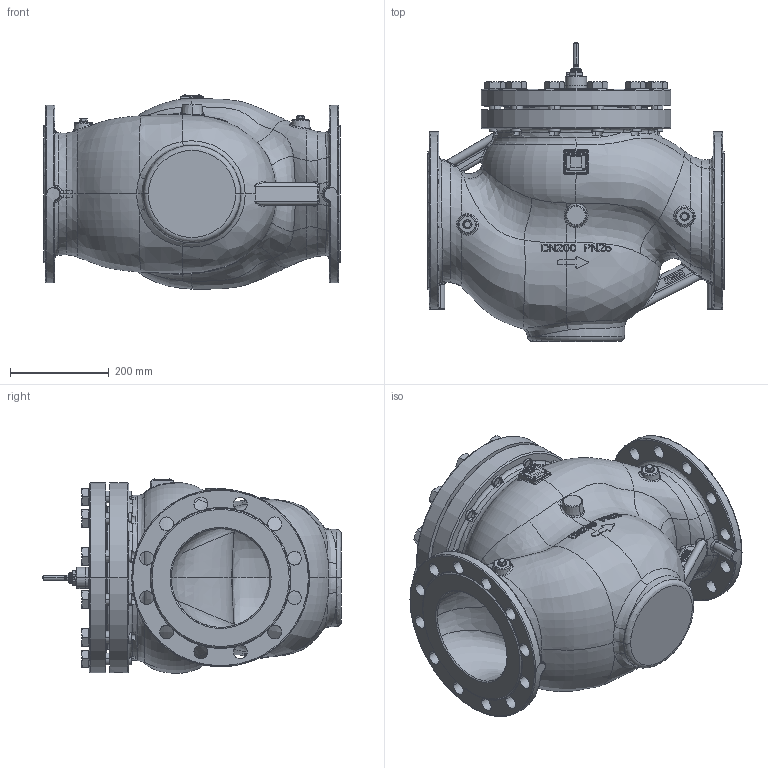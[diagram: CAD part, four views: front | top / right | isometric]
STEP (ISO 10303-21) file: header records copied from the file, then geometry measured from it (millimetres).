
FILE_DESCRIPTION((''),'2;1');
FILE_NAME('065B5512_VFG22_PN25_DN200_ASM','2024-03-25T16:09:30',('U384264'),('Danfoss'),'CREO PARAMETRIC BY PTC INC, 2022124','CREO PARAMETRIC BY PTC INC, 2022124','');
FILE_SCHEMA(('CONFIG_CONTROL_DESIGN'));
Products named in the file (13): 88650120_VALVE_B_VFG_DN200_PN25; 88650820_VALVE_C_VFG_DN200_PN25; 88652440_CONICAL_INS_DN150_200; 54590640; 88651440_CON_INS_SUB_DN150-200_ASM; 88652230_VFG_STEM_DN200; 5184027; 51817290_M5_ZATIC; LABEL_PLATE_37X37; 5589607; 54540510; 188610240; 065B5512_VFG22_PN25_DN200_ASM
Assembly tree (28 placements, depth 3):
  065B5512_VFG22_PN25_DN200_ASM
    88650120_VALVE_B_VFG_DN200_PN25
    88650820_VALVE_C_VFG_DN200_PN25
    88651440_CON_INS_SUB_DN150-200_ASM
      88652440_CONICAL_INS_DN150_200
      54590640
    88652230_VFG_STEM_DN200
    5184027  x12
    51817290_M5_ZATIC
    LABEL_PLATE_37X37
    5589607  x4
    54540510  x2
    188610240  x2
Bounding box: 600 x 606 x 394.01 mm (x, y, z)
Volume: 26568121.5 mm3; surface area: 2557500.8 mm2
Topology: 27 solids, 74 shells, 3111 faces, 8305 edges, 5370 vertices
Faces by surface type: plane 1878, cylinder 463, bspline 313, cone 250, torus 143, extrusion 54, sphere 8, revolution 2
Entity records: 124263 total; most frequent: CARTESIAN_POINT 58379, ORIENTED_EDGE 14836, DIRECTION 11550, EDGE_CURVE 7495, VERTEX_POINT 4888, VECTOR 4068, LINE 4014, AXIS2_PLACEMENT_3D 3740
